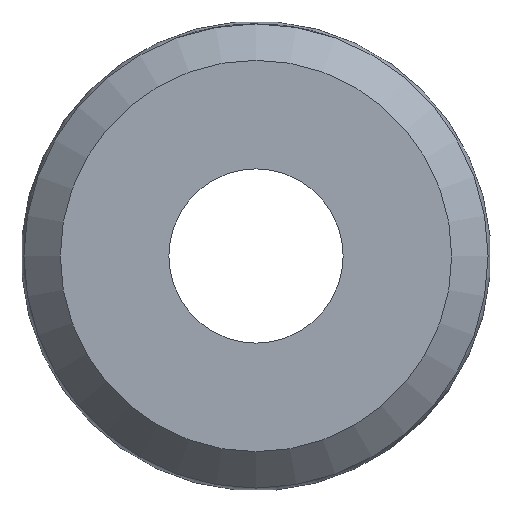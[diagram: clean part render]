
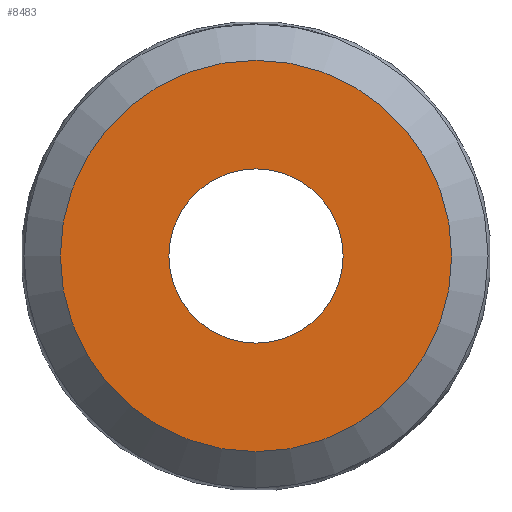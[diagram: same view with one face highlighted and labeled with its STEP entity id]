
A CAD part, left-side view. The second image highlights one B-rep face of the part: STEP entity #8483.
In plain terms, the highlighted planar face has unit normal (-1, 0, 0).
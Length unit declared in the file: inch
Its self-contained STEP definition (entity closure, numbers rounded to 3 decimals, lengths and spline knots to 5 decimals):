
#8449=CARTESIAN_POINT('',(0.0,0.21,0.));
#8450=VERTEX_POINT('',#8449);
#8451=CARTESIAN_POINT('',(0.0,0.0,0.0));
#8452=DIRECTION('',(1.0,0.0,0.0));
#8453=DIRECTION('',(0.0,-1.0,0.0));
#8454=AXIS2_PLACEMENT_3D('',#8451,#8452,#8453);
#8455=CIRCLE('',#8454,0.21);
#8456=EDGE_CURVE('',#8450,#8450,#8455,.T.);
#8464=CARTESIAN_POINT('',(0.0,0.1245,0.0));
#8465=DIRECTION('',(-1.0,0.0,0.0));
#8466=DIRECTION('',(0.0,0.0,1.0));
#8467=AXIS2_PLACEMENT_3D('',#8464,#8465,#8466);
#8468=PLANE('',#8467);
#8469=ORIENTED_EDGE('',*,*,#8456,.F.);
#8470=EDGE_LOOP('',(#8469));
#8471=FACE_OUTER_BOUND('',#8470,.T.);
#8472=CARTESIAN_POINT('',(0.0,-0.0935,0.));
#8473=VERTEX_POINT('',#8472);
#8474=CARTESIAN_POINT('',(0.0,0.0,0.0));
#8475=DIRECTION('',(1.0,0.0,0.0));
#8476=DIRECTION('',(0.0,1.0,0.0));
#8477=AXIS2_PLACEMENT_3D('',#8474,#8475,#8476);
#8478=CIRCLE('',#8477,0.0935);
#8479=EDGE_CURVE('',#8473,#8473,#8478,.T.);
#8480=ORIENTED_EDGE('',*,*,#8479,.T.);
#8481=EDGE_LOOP('',(#8480));
#8482=FACE_BOUND('',#8481,.T.);
#8483=ADVANCED_FACE('',(#8471,#8482),#8468,.T.);
